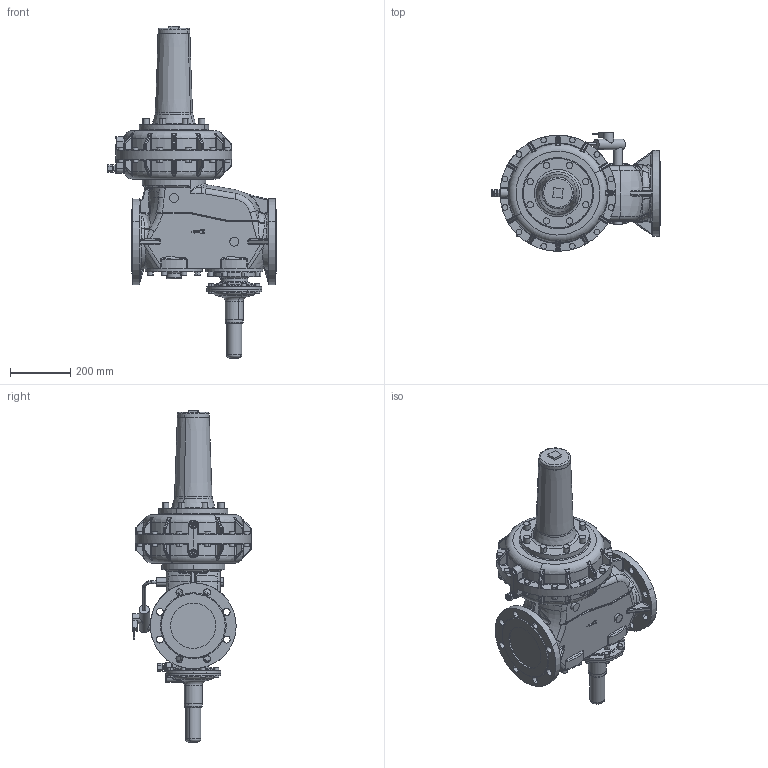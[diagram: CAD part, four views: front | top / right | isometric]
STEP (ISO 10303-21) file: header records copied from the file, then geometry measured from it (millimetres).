
FILE_DESCRIPTION(('CATIA V5 STEP'),'2;1');
FILE_NAME('RS 250 DN 150-385.stp','2011-01-24T09:10:50+00:00',('none'),('none'),'CATIA Version 5 Release 19 SP 8 (IN-10)','CATIA V5 STEP AP214','none');
FILE_SCHEMA(('AUTOMOTIVE_DESIGN { 1 0 10303 214 1 1 1 1 }'));
Products named in the file (1): Product1_AllCATPart
Bounding box: 560.3 x 393.5 x 1102 mm (x, y, z)
Volume: 44698887.7 mm3; surface area: 1381946.2 mm2
Topology: 1 solids, 31 shells, 2117 faces, 5163 edges, 3077 vertices
Faces by surface type: cylinder 831, plane 364, torus 342, bspline 337, cone 129, sphere 58, revolution 52, extrusion 4
Entity records: 96879 total; most frequent: CARTESIAN_POINT 54035, ORIENTED_EDGE 10092, DIRECTION 6219, EDGE_CURVE 5046, AXIS2_PLACEMENT_3D 3428, VERTEX_POINT 3077, EDGE_LOOP 2245, ADVANCED_FACE 2117
